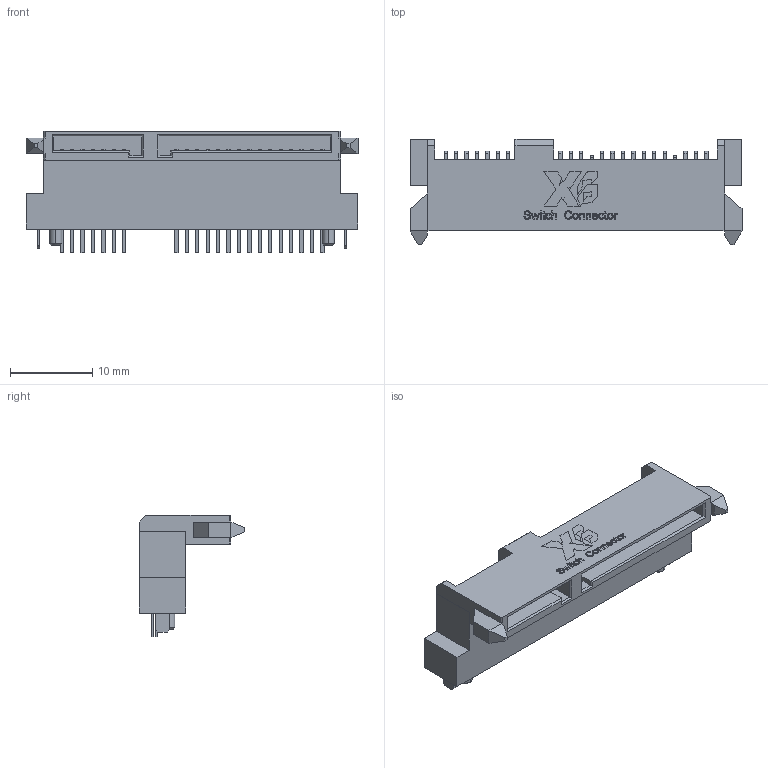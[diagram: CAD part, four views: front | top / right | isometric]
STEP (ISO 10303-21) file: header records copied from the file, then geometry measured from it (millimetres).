
FILE_DESCRIPTION(/* description */ (''),/* implementation_level */ '2;1');
FILE_NAME(/* name */ 'XB01EB~1',/* time_stamp */ '2023-11-06T09:27:07+08:00',/* author */ (''),/* organization */ (''),/* preprocessor_version */ 'ST-DEVELOPER v16.5',/* originating_system */ '',/* authorisation */ '');
FILE_SCHEMA (('AUTOMOTIVE_DESIGN'));
Length unit declared in the file: millimetre
Products named in the file (1): Document
Bounding box: 40.44 x 12.87 x 14.75 mm (x, y, z)
Volume: 2143.8 mm3; surface area: 2944.1 mm2
Topology: 63 solids, 63 shells, 1103 faces, 2757 edges, 1830 vertices
Faces by surface type: bspline 644, plane 459
Entity records: 37633 total; most frequent: CARTESIAN_POINT 18881, ORIENTED_EDGE 5514, EDGE_CURVE 2757, B_SPLINE_CURVE_WITH_KNOTS 2557, VERTEX_POINT 1830, EDGE_LOOP 1169, ADVANCED_FACE 1103, FACE_OUTER_BOUND 1103
